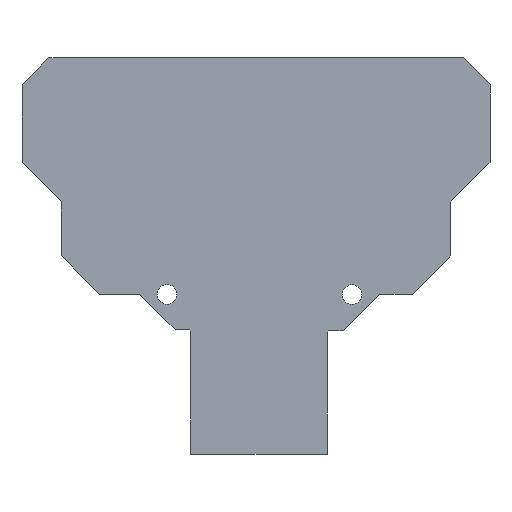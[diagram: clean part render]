
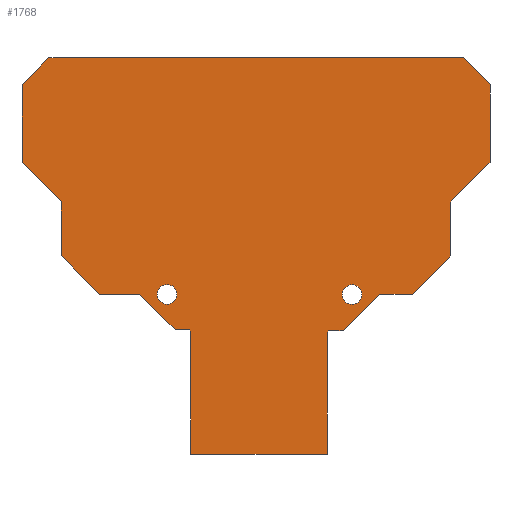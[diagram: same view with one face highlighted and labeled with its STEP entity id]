
A CAD part, front view. The second image highlights one B-rep face of the part: STEP entity #1768.
In plain terms, the highlighted planar face has unit normal (0, -1, 0).
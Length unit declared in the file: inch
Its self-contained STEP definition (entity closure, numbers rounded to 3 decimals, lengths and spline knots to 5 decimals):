
#21=FACE_BOUND('',#155,.T.);
#22=FACE_BOUND('',#156,.T.);
#28=CIRCLE('',#1863,0.06);
#29=CIRCLE('',#1865,0.06);
#62=FACE_OUTER_BOUND('',#154,.T.);
#154=EDGE_LOOP('',(#1284,#1285,#1286,#1287,#1288,#1289,#1290,#1291,#1292,
#1293,#1294,#1295,#1296,#1297,#1298,#1299,#1300,#1301,#1302,#1303,#1304,
#1305));
#155=EDGE_LOOP('',(#1306));
#156=EDGE_LOOP('',(#1307));
#275=LINE('',#2504,#525);
#278=LINE('',#2510,#528);
#281=LINE('',#2516,#531);
#284=LINE('',#2522,#534);
#287=LINE('',#2528,#537);
#290=LINE('',#2534,#540);
#293=LINE('',#2540,#543);
#296=LINE('',#2546,#546);
#299=LINE('',#2552,#549);
#302=LINE('',#2558,#552);
#305=LINE('',#2564,#555);
#307=LINE('',#2568,#557);
#308=LINE('',#2570,#558);
#309=LINE('',#2572,#559);
#310=LINE('',#2574,#560);
#311=LINE('',#2576,#561);
#312=LINE('',#2578,#562);
#313=LINE('',#2580,#563);
#314=LINE('',#2582,#564);
#315=LINE('',#2584,#565);
#316=LINE('',#2586,#566);
#317=LINE('',#2587,#567);
#525=VECTOR('',#2047,0.3937);
#528=VECTOR('',#2052,0.3937);
#531=VECTOR('',#2057,0.3937);
#534=VECTOR('',#2062,0.3937);
#537=VECTOR('',#2067,0.3937);
#540=VECTOR('',#2072,0.3937);
#543=VECTOR('',#2077,0.3937);
#546=VECTOR('',#2082,0.3937);
#549=VECTOR('',#2087,0.3937);
#552=VECTOR('',#2092,0.3937);
#555=VECTOR('',#2097,0.3937);
#557=VECTOR('',#2101,0.3937);
#558=VECTOR('',#2102,0.3937);
#559=VECTOR('',#2103,0.3937);
#560=VECTOR('',#2104,0.3937);
#561=VECTOR('',#2105,0.3937);
#562=VECTOR('',#2106,0.3937);
#563=VECTOR('',#2107,0.3937);
#564=VECTOR('',#2108,0.3937);
#565=VECTOR('',#2109,0.3937);
#566=VECTOR('',#2110,0.3937);
#567=VECTOR('',#2111,0.3937);
#755=VERTEX_POINT('',#2490);
#756=VERTEX_POINT('',#2494);
#759=VERTEX_POINT('',#2501);
#760=VERTEX_POINT('',#2503);
#762=VERTEX_POINT('',#2509);
#764=VERTEX_POINT('',#2515);
#766=VERTEX_POINT('',#2521);
#768=VERTEX_POINT('',#2527);
#770=VERTEX_POINT('',#2533);
#772=VERTEX_POINT('',#2539);
#774=VERTEX_POINT('',#2545);
#776=VERTEX_POINT('',#2551);
#778=VERTEX_POINT('',#2557);
#780=VERTEX_POINT('',#2563);
#781=VERTEX_POINT('',#2567);
#782=VERTEX_POINT('',#2569);
#783=VERTEX_POINT('',#2571);
#784=VERTEX_POINT('',#2573);
#785=VERTEX_POINT('',#2575);
#786=VERTEX_POINT('',#2577);
#787=VERTEX_POINT('',#2579);
#788=VERTEX_POINT('',#2581);
#789=VERTEX_POINT('',#2583);
#790=VERTEX_POINT('',#2585);
#943=EDGE_CURVE('',#755,#755,#28,.T.);
#945=EDGE_CURVE('',#756,#756,#29,.T.);
#948=EDGE_CURVE('',#760,#759,#275,.T.);
#951=EDGE_CURVE('',#762,#760,#278,.T.);
#954=EDGE_CURVE('',#764,#762,#281,.T.);
#957=EDGE_CURVE('',#766,#764,#284,.T.);
#960=EDGE_CURVE('',#768,#766,#287,.T.);
#963=EDGE_CURVE('',#770,#768,#290,.T.);
#966=EDGE_CURVE('',#772,#770,#293,.T.);
#969=EDGE_CURVE('',#774,#772,#296,.T.);
#972=EDGE_CURVE('',#776,#774,#299,.T.);
#975=EDGE_CURVE('',#778,#776,#302,.T.);
#978=EDGE_CURVE('',#780,#778,#305,.T.);
#980=EDGE_CURVE('',#781,#780,#307,.T.);
#981=EDGE_CURVE('',#759,#782,#308,.T.);
#982=EDGE_CURVE('',#782,#783,#309,.T.);
#983=EDGE_CURVE('',#783,#784,#310,.T.);
#984=EDGE_CURVE('',#784,#785,#311,.T.);
#985=EDGE_CURVE('',#785,#786,#312,.T.);
#986=EDGE_CURVE('',#786,#787,#313,.T.);
#987=EDGE_CURVE('',#787,#788,#314,.T.);
#988=EDGE_CURVE('',#788,#789,#315,.T.);
#989=EDGE_CURVE('',#789,#790,#316,.T.);
#990=EDGE_CURVE('',#790,#781,#317,.T.);
#1284=ORIENTED_EDGE('',*,*,#980,.T.);
#1285=ORIENTED_EDGE('',*,*,#978,.T.);
#1286=ORIENTED_EDGE('',*,*,#975,.T.);
#1287=ORIENTED_EDGE('',*,*,#972,.T.);
#1288=ORIENTED_EDGE('',*,*,#969,.T.);
#1289=ORIENTED_EDGE('',*,*,#966,.T.);
#1290=ORIENTED_EDGE('',*,*,#963,.T.);
#1291=ORIENTED_EDGE('',*,*,#960,.T.);
#1292=ORIENTED_EDGE('',*,*,#957,.T.);
#1293=ORIENTED_EDGE('',*,*,#954,.T.);
#1294=ORIENTED_EDGE('',*,*,#951,.T.);
#1295=ORIENTED_EDGE('',*,*,#948,.T.);
#1296=ORIENTED_EDGE('',*,*,#981,.T.);
#1297=ORIENTED_EDGE('',*,*,#982,.T.);
#1298=ORIENTED_EDGE('',*,*,#983,.T.);
#1299=ORIENTED_EDGE('',*,*,#984,.T.);
#1300=ORIENTED_EDGE('',*,*,#985,.T.);
#1301=ORIENTED_EDGE('',*,*,#986,.T.);
#1302=ORIENTED_EDGE('',*,*,#987,.T.);
#1303=ORIENTED_EDGE('',*,*,#988,.T.);
#1304=ORIENTED_EDGE('',*,*,#989,.T.);
#1305=ORIENTED_EDGE('',*,*,#990,.T.);
#1306=ORIENTED_EDGE('',*,*,#943,.T.);
#1307=ORIENTED_EDGE('',*,*,#945,.T.);
#1678=PLANE('',#1877);
#1768=ADVANCED_FACE('',(#62,#21,#22),#1678,.T.);
#1863=AXIS2_PLACEMENT_3D('',#2492,#2036,#2037);
#1865=AXIS2_PLACEMENT_3D('',#2496,#2041,#2042);
#1877=AXIS2_PLACEMENT_3D('',#2566,#2099,#2100);
#2036=DIRECTION('center_axis',(0.,1.,0.));
#2037=DIRECTION('ref_axis',(-1.,0.,0.));
#2041=DIRECTION('center_axis',(0.,1.,0.));
#2042=DIRECTION('ref_axis',(-1.,0.,0.));
#2047=DIRECTION('',(0.564,0.,0.826));
#2052=DIRECTION('',(0.,0.,1.));
#2057=DIRECTION('',(1.,0.,0.));
#2062=DIRECTION('',(0.,0.,-1.));
#2067=DIRECTION('',(0.562,0.,-0.827));
#2072=DIRECTION('',(1.,0.,0.));
#2077=DIRECTION('',(0.705,0.,-0.709));
#2082=DIRECTION('',(1.,0.,0.));
#2087=DIRECTION('',(0.705,0.,-0.709));
#2092=DIRECTION('',(0.,0.,-1.));
#2097=DIRECTION('',(0.706,0.,-0.708));
#2099=DIRECTION('center_axis',(0.,-1.,0.));
#2100=DIRECTION('ref_axis',(0.,0.,-1.));
#2101=DIRECTION('',(0.,0.,-1.));
#2102=DIRECTION('',(1.,0.,0.));
#2103=DIRECTION('',(0.707,0.,0.707));
#2104=DIRECTION('',(1.,0.,0.));
#2105=DIRECTION('',(0.707,0.,0.707));
#2106=DIRECTION('',(0.,0.,1.));
#2107=DIRECTION('',(0.707,0.,0.707));
#2108=DIRECTION('',(0.,0.,1.));
#2109=DIRECTION('',(-0.703,0.,0.711));
#2110=DIRECTION('',(-1.,0.,0.));
#2111=DIRECTION('',(-0.709,0.,-0.706));
#2490=CARTESIAN_POINT('',(1.91289,-0.11811,-1.44801));
#2492=CARTESIAN_POINT('Origin',(1.85289,-0.11811,-1.44801));
#2494=CARTESIAN_POINT('',(0.78217,-0.11811,-1.44697));
#2496=CARTESIAN_POINT('Origin',(0.72217,-0.11811,-1.44697));
#2501=CARTESIAN_POINT('',(1.70769,-0.11811,-1.67028));
#2503=CARTESIAN_POINT('',(1.70101,-0.11811,-1.68005));
#2504=CARTESIAN_POINT('',(1.70769,-0.11811,-1.67028));
#2509=CARTESIAN_POINT('',(1.70101,-0.11811,-2.42432));
#2510=CARTESIAN_POINT('',(1.70101,-0.11811,-2.42432));
#2515=CARTESIAN_POINT('',(0.86723,-0.11811,-2.42432));
#2516=CARTESIAN_POINT('',(0.86723,-0.11811,-2.42432));
#2521=CARTESIAN_POINT('',(0.86723,-0.11811,-1.6732));
#2522=CARTESIAN_POINT('',(0.86723,-0.11811,-1.6732));
#2527=CARTESIAN_POINT('',(0.86139,-0.11811,-1.6646));
#2528=CARTESIAN_POINT('',(0.86139,-0.11811,-1.6646));
#2533=CARTESIAN_POINT('',(0.77073,-0.11811,-1.6646));
#2534=CARTESIAN_POINT('',(0.77073,-0.11811,-1.6646));
#2539=CARTESIAN_POINT('',(0.55431,-0.11811,-1.44692));
#2540=CARTESIAN_POINT('',(0.55431,-0.11811,-1.44692));
#2545=CARTESIAN_POINT('',(0.30951,-0.11811,-1.44692));
#2546=CARTESIAN_POINT('',(0.30951,-0.11811,-1.44692));
#2551=CARTESIAN_POINT('',(0.07512,-0.11811,-1.21117));
#2552=CARTESIAN_POINT('',(0.07512,-0.11811,-1.21117));
#2557=CARTESIAN_POINT('',(0.07512,-0.11811,-0.88105));
#2558=CARTESIAN_POINT('',(0.07512,-0.11811,-0.88105));
#2563=CARTESIAN_POINT('',(-0.16509,-0.11811,-0.64042));
#2564=CARTESIAN_POINT('',(-0.16509,-0.11811,-0.64042));
#2566=CARTESIAN_POINT('Origin',(1.26573,-0.11811,-1.21216));
#2567=CARTESIAN_POINT('',(-0.16509,-0.11811,-0.16442));
#2568=CARTESIAN_POINT('',(-0.16509,-0.11811,-0.16442));
#2569=CARTESIAN_POINT('',(1.79897,-0.11811,-1.67028));
#2570=CARTESIAN_POINT('',(1.79897,-0.11811,-1.67028));
#2571=CARTESIAN_POINT('',(2.02225,-0.11811,-1.44691));
#2572=CARTESIAN_POINT('',(2.02225,-0.11811,-1.44691));
#2573=CARTESIAN_POINT('',(2.22162,-0.11811,-1.44691));
#2574=CARTESIAN_POINT('',(2.22162,-0.11811,-1.44691));
#2575=CARTESIAN_POINT('',(2.45633,-0.11811,-1.2121));
#2576=CARTESIAN_POINT('',(2.45633,-0.11811,-1.2121));
#2577=CARTESIAN_POINT('',(2.45633,-0.11811,-0.88198));
#2578=CARTESIAN_POINT('',(2.45633,-0.11811,-0.88198));
#2579=CARTESIAN_POINT('',(2.69654,-0.11811,-0.64203));
#2580=CARTESIAN_POINT('',(2.69654,-0.11811,-0.64203));
#2581=CARTESIAN_POINT('',(2.69654,-0.11811,-0.16603));
#2582=CARTESIAN_POINT('',(2.69654,-0.11811,-0.16603));
#2583=CARTESIAN_POINT('',(2.5324,-0.11811,0.));
#2584=CARTESIAN_POINT('',(2.5324,-0.11811,0.));
#2585=CARTESIAN_POINT('',(0.,-0.11811,0.));
#2586=CARTESIAN_POINT('',(0.,-0.11811,0.));
#2587=CARTESIAN_POINT('',(-0.16509,-0.11811,-0.16442));
